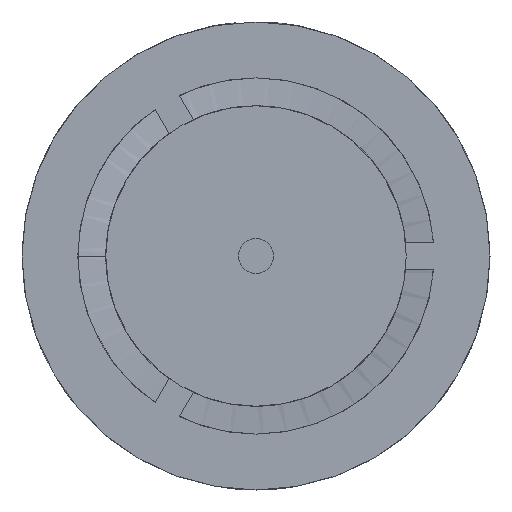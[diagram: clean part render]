
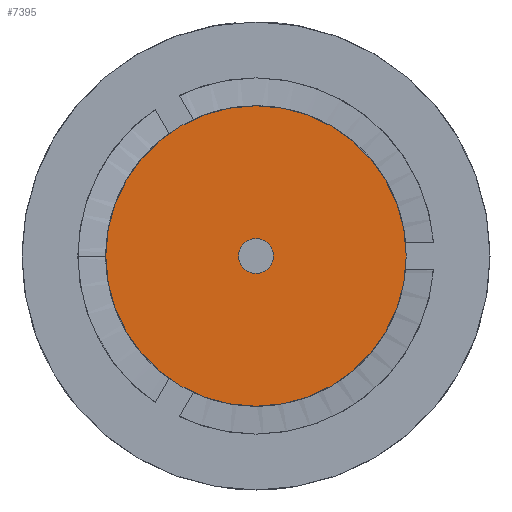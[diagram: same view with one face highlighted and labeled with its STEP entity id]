
A CAD part, front view. The second image highlights one B-rep face of the part: STEP entity #7395.
In plain terms, the highlighted planar face has unit normal (0, -1, 0).
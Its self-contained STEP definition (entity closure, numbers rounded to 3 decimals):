
#258 = CARTESIAN_POINT ( 'NONE',  ( 1.25, -123., 0. ) ) ;
#292 = CIRCLE ( 'NONE', #25031, 10.75 ) ;
#1557 = DIRECTION ( 'NONE',  ( 1., 0., 0. ) ) ;
#1615 = ORIENTED_EDGE ( 'NONE', *, *, #11219, .F. ) ;
#2486 = VERTEX_POINT ( 'NONE', #258 ) ;
#3280 = CIRCLE ( 'NONE', #25104, 1.25 ) ;
#3886 = CIRCLE ( 'NONE', #22309, 1.25 ) ;
#3904 = CARTESIAN_POINT ( 'NONE',  ( 10.75, -123., 0. ) ) ;
#7395 = ADVANCED_FACE ( 'NONE', ( #22375, #13397 ), #15386, .T. ) ;
#7551 = DIRECTION ( 'NONE',  ( -1., 0., 0. ) ) ;
#8436 = VERTEX_POINT ( 'NONE', #23597 ) ;
#8630 = CARTESIAN_POINT ( 'NONE',  ( 0., -123., 0. ) ) ;
#8914 = CARTESIAN_POINT ( 'NONE',  ( 0., -123., 0. ) ) ;
#9827 = ORIENTED_EDGE ( 'NONE', *, *, #21678, .T. ) ;
#10844 = CARTESIAN_POINT ( 'NONE',  ( 0., -123., 0. ) ) ;
#11109 = DIRECTION ( 'NONE',  ( 0., -1., 0. ) ) ;
#11219 = EDGE_CURVE ( 'NONE', #8436, #13186, #292, .T. ) ;
#11337 = EDGE_LOOP ( 'NONE', ( #13958, #9827 ) ) ;
#11453 = DIRECTION ( 'NONE',  ( 0., 1., 0. ) ) ;
#12150 = ORIENTED_EDGE ( 'NONE', *, *, #23187, .F. ) ;
#12533 = AXIS2_PLACEMENT_3D ( 'NONE', #10844, #11453, #18138 ) ;
#13186 = VERTEX_POINT ( 'NONE', #3904 ) ;
#13397 = FACE_OUTER_BOUND ( 'NONE', #29584, .T. ) ;
#13558 = CARTESIAN_POINT ( 'NONE',  ( -1.25, -123., 0. ) ) ;
#13958 = ORIENTED_EDGE ( 'NONE', *, *, #17812, .T. ) ;
#15308 = DIRECTION ( 'NONE',  ( 0., 1., 0. ) ) ;
#15386 = PLANE ( 'NONE',  #20148 ) ;
#17279 = VERTEX_POINT ( 'NONE', #28198 ) ;
#17812 = EDGE_CURVE ( 'NONE', #17279, #2486, #3886, .T. ) ;
#18138 = DIRECTION ( 'NONE',  ( -1., 0., 0. ) ) ;
#20148 = AXIS2_PLACEMENT_3D ( 'NONE', #13558, #11109, #1557 ) ;
#20169 = DIRECTION ( 'NONE',  ( -1., 0., 0. ) ) ;
#21678 = EDGE_CURVE ( 'NONE', #2486, #17279, #3280, .T. ) ;
#22309 = AXIS2_PLACEMENT_3D ( 'NONE', #23672, #28522, #7551 ) ;
#22375 = FACE_BOUND ( 'NONE', #11337, .T. ) ;
#23187 = EDGE_CURVE ( 'NONE', #13186, #8436, #27094, .T. ) ;
#23228 = DIRECTION ( 'NONE',  ( -1., 0., 0. ) ) ;
#23597 = CARTESIAN_POINT ( 'NONE',  ( -10.75, -123., 0. ) ) ;
#23672 = CARTESIAN_POINT ( 'NONE',  ( 0., -123., 0. ) ) ;
#25031 = AXIS2_PLACEMENT_3D ( 'NONE', #8630, #27330, #23228 ) ;
#25104 = AXIS2_PLACEMENT_3D ( 'NONE', #8914, #15308, #20169 ) ;
#27094 = CIRCLE ( 'NONE', #12533, 10.75 ) ;
#27330 = DIRECTION ( 'NONE',  ( 0., 1., 0. ) ) ;
#28198 = CARTESIAN_POINT ( 'NONE',  ( -1.25, -123., 0. ) ) ;
#28522 = DIRECTION ( 'NONE',  ( 0., 1., 0. ) ) ;
#29584 = EDGE_LOOP ( 'NONE', ( #1615, #12150 ) ) ;
